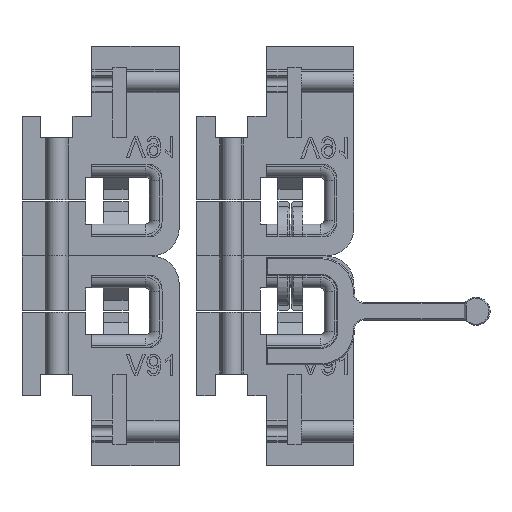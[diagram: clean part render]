
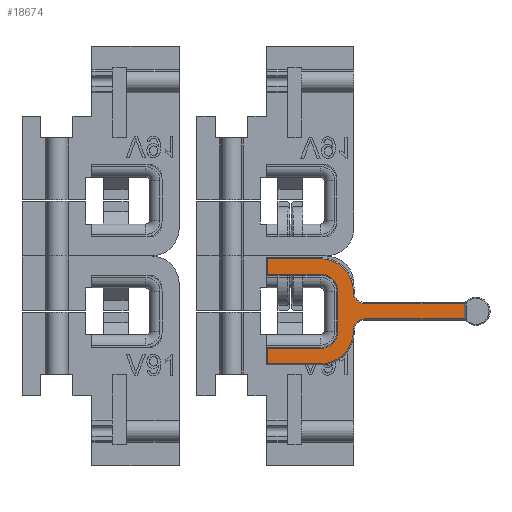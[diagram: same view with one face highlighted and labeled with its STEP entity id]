
A CAD part, top view. The second image highlights one B-rep face of the part: STEP entity #18674.
In plain terms, the highlighted planar face has unit normal (0, 0, 1).
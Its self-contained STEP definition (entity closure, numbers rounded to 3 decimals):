
#332=CIRCLE('',#19720,3.3);
#333=CIRCLE('',#19723,9.35);
#336=CIRCLE('',#19729,4.95);
#338=CIRCLE('',#19733,4.95);
#339=CIRCLE('',#19736,9.35);
#342=CIRCLE('',#19741,3.3);
#839=PLANE('',#19805);
#1638=FACE_OUTER_BOUND('',#2686,.T.);
#2686=EDGE_LOOP('',(#14333,#14334,#14335,#14336,#14337,#14338,#14339,#14340,
#14341,#14342,#14343,#14344,#14345,#14346,#14347,#14348,#14349,#14350));
#3990=LINE('',#27376,#6144);
#3993=LINE('',#27387,#6147);
#3995=LINE('',#27391,#6149);
#4000=LINE('',#27402,#6154);
#4004=LINE('',#27409,#6158);
#4007=LINE('',#27420,#6161);
#4010=LINE('',#27430,#6164);
#4013=LINE('',#27435,#6167);
#4018=LINE('',#27448,#6172);
#4020=LINE('',#27456,#6174);
#4024=LINE('',#27468,#6178);
#4027=LINE('',#27477,#6181);
#6144=VECTOR('',#21840,10.);
#6147=VECTOR('',#21851,10.);
#6149=VECTOR('',#21855,10.);
#6154=VECTOR('',#21862,10.);
#6158=VECTOR('',#21868,10.);
#6161=VECTOR('',#21879,10.);
#6164=VECTOR('',#21890,10.);
#6167=VECTOR('',#21895,10.);
#6172=VECTOR('',#21908,10.);
#6174=VECTOR('',#21918,10.);
#6178=VECTOR('',#21930,10.);
#6181=VECTOR('',#21941,10.);
#8498=VERTEX_POINT('',#27372);
#8499=VERTEX_POINT('',#27374);
#8502=VERTEX_POINT('',#27384);
#8503=VERTEX_POINT('',#27386);
#8504=VERTEX_POINT('',#27390);
#8508=VERTEX_POINT('',#27399);
#8509=VERTEX_POINT('',#27401);
#8511=VERTEX_POINT('',#27407);
#8513=VERTEX_POINT('',#27413);
#8515=VERTEX_POINT('',#27418);
#8517=VERTEX_POINT('',#27424);
#8518=VERTEX_POINT('',#27429);
#8521=VERTEX_POINT('',#27440);
#8523=VERTEX_POINT('',#27446);
#8525=VERTEX_POINT('',#27452);
#8527=VERTEX_POINT('',#27460);
#8529=VERTEX_POINT('',#27466);
#8531=VERTEX_POINT('',#27473);
#10542=EDGE_CURVE('',#8499,#8498,#3990,.T.);
#10546=EDGE_CURVE('',#8502,#8503,#3993,.T.);
#10548=EDGE_CURVE('',#8503,#8504,#3995,.T.);
#10553=EDGE_CURVE('',#8508,#8509,#4000,.T.);
#10557=EDGE_CURVE('',#8511,#8499,#4004,.T.);
#10560=EDGE_CURVE('',#8513,#8511,#332,.T.);
#10562=EDGE_CURVE('',#8515,#8513,#4007,.T.);
#10565=EDGE_CURVE('',#8517,#8515,#333,.T.);
#10567=EDGE_CURVE('',#8518,#8517,#4010,.T.);
#10570=EDGE_CURVE('',#8509,#8518,#4013,.T.);
#10574=EDGE_CURVE('',#8521,#8508,#336,.T.);
#10577=EDGE_CURVE('',#8523,#8521,#4018,.T.);
#10580=EDGE_CURVE('',#8525,#8523,#338,.T.);
#10581=EDGE_CURVE('',#8504,#8525,#4020,.T.);
#10584=EDGE_CURVE('',#8527,#8502,#339,.T.);
#10587=EDGE_CURVE('',#8529,#8527,#4024,.T.);
#10591=EDGE_CURVE('',#8531,#8529,#342,.T.);
#10592=EDGE_CURVE('',#8498,#8531,#4027,.T.);
#14333=ORIENTED_EDGE('',*,*,#10542,.F.);
#14334=ORIENTED_EDGE('',*,*,#10557,.F.);
#14335=ORIENTED_EDGE('',*,*,#10560,.F.);
#14336=ORIENTED_EDGE('',*,*,#10562,.F.);
#14337=ORIENTED_EDGE('',*,*,#10565,.F.);
#14338=ORIENTED_EDGE('',*,*,#10567,.F.);
#14339=ORIENTED_EDGE('',*,*,#10570,.F.);
#14340=ORIENTED_EDGE('',*,*,#10553,.F.);
#14341=ORIENTED_EDGE('',*,*,#10574,.F.);
#14342=ORIENTED_EDGE('',*,*,#10577,.F.);
#14343=ORIENTED_EDGE('',*,*,#10580,.F.);
#14344=ORIENTED_EDGE('',*,*,#10581,.F.);
#14345=ORIENTED_EDGE('',*,*,#10548,.F.);
#14346=ORIENTED_EDGE('',*,*,#10546,.F.);
#14347=ORIENTED_EDGE('',*,*,#10584,.F.);
#14348=ORIENTED_EDGE('',*,*,#10587,.F.);
#14349=ORIENTED_EDGE('',*,*,#10591,.F.);
#14350=ORIENTED_EDGE('',*,*,#10592,.F.);
#18674=ADVANCED_FACE('',(#1638),#839,.T.);
#19720=AXIS2_PLACEMENT_3D('',#27415,#21874,#21875);
#19723=AXIS2_PLACEMENT_3D('',#27426,#21884,#21885);
#19729=AXIS2_PLACEMENT_3D('',#27442,#21902,#21903);
#19733=AXIS2_PLACEMENT_3D('',#27454,#21914,#21915);
#19736=AXIS2_PLACEMENT_3D('',#27462,#21923,#21924);
#19741=AXIS2_PLACEMENT_3D('',#27475,#21937,#21938);
#19805=AXIS2_PLACEMENT_3D('',#27701,#22140,#22141);
#21840=DIRECTION('',(0.,-1.,0.));
#21851=DIRECTION('',(-1.,0.,0.));
#21855=DIRECTION('',(0.,1.,0.));
#21862=DIRECTION('',(-1.,0.,0.));
#21868=DIRECTION('',(1.,0.,0.));
#21874=DIRECTION('center_axis',(0.,0.,1.));
#21875=DIRECTION('ref_axis',(-0.707,-0.707,0.));
#21879=DIRECTION('',(0.,-1.,0.));
#21884=DIRECTION('center_axis',(0.,0.,-1.));
#21885=DIRECTION('ref_axis',(1.,0.,0.));
#21890=DIRECTION('',(1.,0.,0.));
#21895=DIRECTION('',(0.,1.,0.));
#21902=DIRECTION('center_axis',(0.,0.,1.));
#21903=DIRECTION('ref_axis',(1.,0.,0.));
#21908=DIRECTION('',(0.,1.,0.));
#21914=DIRECTION('center_axis',(0.,0.,1.));
#21915=DIRECTION('ref_axis',(0.,-1.,0.));
#21918=DIRECTION('',(1.,0.,0.));
#21923=DIRECTION('center_axis',(0.,0.,-1.));
#21924=DIRECTION('ref_axis',(0.,-1.,0.));
#21930=DIRECTION('',(0.,-1.,0.));
#21937=DIRECTION('center_axis',(0.,0.,1.));
#21938=DIRECTION('ref_axis',(-0.707,0.707,0.));
#21941=DIRECTION('',(-1.,0.,0.));
#22140=DIRECTION('center_axis',(0.,0.,1.));
#22141=DIRECTION('ref_axis',(0.,-1.,0.));
#27372=CARTESIAN_POINT('',(76.578,-18.05,6.6));
#27374=CARTESIAN_POINT('',(76.578,-13.65,6.6));
#27376=CARTESIAN_POINT('',(76.578,-19.775,6.6));
#27384=CARTESIAN_POINT('',(35.5,-30.9,6.6));
#27386=CARTESIAN_POINT('',(20.3,-30.9,6.6));
#27387=CARTESIAN_POINT('',(20.,-30.9,6.6));
#27390=CARTESIAN_POINT('',(20.3,-26.5,6.6));
#27391=CARTESIAN_POINT('',(20.3,-26.938,6.6));
#27399=CARTESIAN_POINT('',(35.5,-5.2,6.6));
#27401=CARTESIAN_POINT('',(20.3,-5.2,6.6));
#27402=CARTESIAN_POINT('',(27.75,-5.2,6.6));
#27407=CARTESIAN_POINT('',(48.15,-13.65,6.6));
#27409=CARTESIAN_POINT('',(48.439,-13.65,6.6));
#27413=CARTESIAN_POINT('',(44.85,-10.35,6.6));
#27415=CARTESIAN_POINT('Origin',(48.15,-10.35,6.6));
#27418=CARTESIAN_POINT('',(44.85,-10.15,6.6));
#27420=CARTESIAN_POINT('',(44.85,-23.875,6.6));
#27424=CARTESIAN_POINT('',(35.5,-0.8,6.6));
#27426=CARTESIAN_POINT('Origin',(35.5,-10.15,6.6));
#27429=CARTESIAN_POINT('',(20.3,-0.8,6.6));
#27430=CARTESIAN_POINT('',(27.75,-0.8,6.6));
#27435=CARTESIAN_POINT('',(20.3,-15.113,6.6));
#27440=CARTESIAN_POINT('',(40.45,-10.15,6.6));
#27442=CARTESIAN_POINT('Origin',(35.5,-10.15,6.6));
#27446=CARTESIAN_POINT('',(40.45,-21.55,6.6));
#27448=CARTESIAN_POINT('',(40.45,-23.875,6.6));
#27452=CARTESIAN_POINT('',(35.5,-26.5,6.6));
#27454=CARTESIAN_POINT('Origin',(35.5,-21.55,6.6));
#27456=CARTESIAN_POINT('',(20.,-26.5,6.6));
#27460=CARTESIAN_POINT('',(44.85,-21.55,6.6));
#27462=CARTESIAN_POINT('Origin',(35.5,-21.55,6.6));
#27466=CARTESIAN_POINT('',(44.85,-21.35,6.6));
#27468=CARTESIAN_POINT('',(44.85,-23.875,6.6));
#27473=CARTESIAN_POINT('',(48.15,-18.05,6.6));
#27475=CARTESIAN_POINT('Origin',(48.15,-21.35,6.6));
#27477=CARTESIAN_POINT('',(32.575,-18.05,6.6));
#27701=CARTESIAN_POINT('Origin',(20.,-26.2,6.6));
